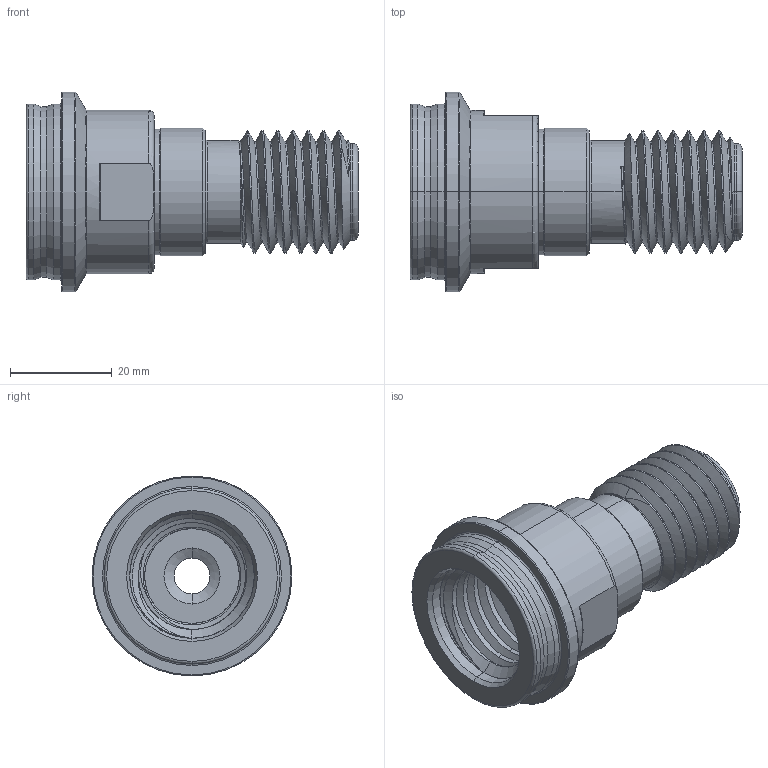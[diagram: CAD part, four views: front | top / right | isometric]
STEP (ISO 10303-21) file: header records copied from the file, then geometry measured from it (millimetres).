
FILE_DESCRIPTION (( 'STEP AP203' ), '1' );
FILE_NAME ('501.20.24.STEP', '2020-04-03T00:48:36', ( 'User' ), ( 'China' ), 'SwSTEP 2.0', 'SolidWorks 2016', '' );
FILE_SCHEMA (( 'CONFIG_CONTROL_DESIGN' ));
Length unit declared in the file: millimetre
Products named in the file (1): 501.20.24
Bounding box: 65.1 x 39.2 x 39.2 mm (x, y, z)
Volume: 27806.2 mm3; surface area: 11988.2 mm2
Topology: 1 solids, 1 shells, 123 faces, 292 edges, 177 vertices
Faces by surface type: cylinder 55, cone 25, torus 21, plane 15, bspline 7
Entity records: 9311 total; most frequent: CARTESIAN_POINT 6578, ORIENTED_EDGE 584, DIRECTION 545, EDGE_CURVE 292, AXIS2_PLACEMENT_3D 229, VERTEX_POINT 177, EDGE_LOOP 131, ADVANCED_FACE 123
